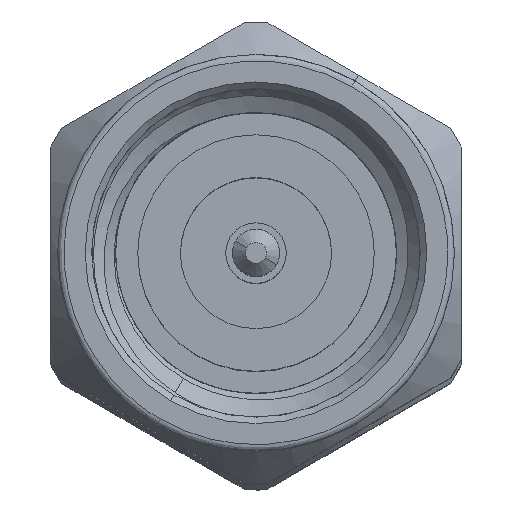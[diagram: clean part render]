
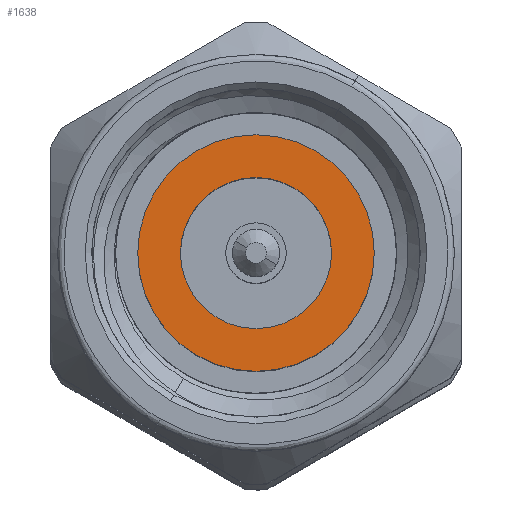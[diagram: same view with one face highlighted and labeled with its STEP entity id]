
A CAD part, top view. The second image highlights one B-rep face of the part: STEP entity #1638.
In plain terms, the highlighted face is planar.
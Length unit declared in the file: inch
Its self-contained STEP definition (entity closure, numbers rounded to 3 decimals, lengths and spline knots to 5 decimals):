
#54 = EDGE_CURVE ( 'NONE', #269, #4163, #3248, .T. ) ;
#103 = DIRECTION ( 'NONE',  ( 0., 0.866, 0.5 ) ) ;
#269 = VERTEX_POINT ( 'NONE', #2903 ) ;
#393 = ORIENTED_EDGE ( 'NONE', *, *, #3158, .T. ) ;
#620 = CARTESIAN_POINT ( 'NONE',  ( 0.115, -0.04978, -0.02874 ) ) ;
#727 = PLANE ( 'NONE',  #1995 ) ;
#907 = DIRECTION ( 'NONE',  ( 1., 0., 0. ) ) ;
#1115 = DIRECTION ( 'NONE',  ( -1., 0., 0. ) ) ;
#1239 = CARTESIAN_POINT ( 'NONE',  ( 0.115, 0., 0. ) ) ;
#1370 = EDGE_CURVE ( 'NONE', #1850, #2510, #1500, .T. ) ;
#1399 = CARTESIAN_POINT ( 'NONE',  ( 0.115, 0., 0. ) ) ;
#1472 = CIRCLE ( 'NONE', #2038, 0.09 ) ;
#1500 = CIRCLE ( 'NONE', #4186, 0.09 ) ;
#1512 = CARTESIAN_POINT ( 'NONE',  ( 0.115, -0.07794, -0.045 ) ) ;
#1538 = DIRECTION ( 'NONE',  ( 0., 0.866, 0.5 ) ) ;
#1582 = DIRECTION ( 'NONE',  ( 1., 0., 0. ) ) ;
#1626 = CARTESIAN_POINT ( 'NONE',  ( 0.115, 0., 0. ) ) ;
#1638 = ADVANCED_FACE ( 'NONE', ( #3100, #2118 ), #727, .T. ) ;
#1717 = EDGE_LOOP ( 'NONE', ( #2419, #2596 ) ) ;
#1826 = EDGE_CURVE ( 'NONE', #2510, #1850, #1472, .T. ) ;
#1850 = VERTEX_POINT ( 'NONE', #3072 ) ;
#1883 = CIRCLE ( 'NONE', #3045, 0.05748 ) ;
#1914 = EDGE_LOOP ( 'NONE', ( #3538, #393 ) ) ;
#1995 = AXIS2_PLACEMENT_3D ( 'NONE', #4217, #1115, #2863 ) ;
#2038 = AXIS2_PLACEMENT_3D ( 'NONE', #1626, #1582, #3020 ) ;
#2118 = FACE_OUTER_BOUND ( 'NONE', #1717, .T. ) ;
#2367 = AXIS2_PLACEMENT_3D ( 'NONE', #1399, #3202, #103 ) ;
#2419 = ORIENTED_EDGE ( 'NONE', *, *, #1370, .F. ) ;
#2510 = VERTEX_POINT ( 'NONE', #1512 ) ;
#2596 = ORIENTED_EDGE ( 'NONE', *, *, #1826, .F. ) ;
#2623 = DIRECTION ( 'NONE',  ( 1., 0., 0. ) ) ;
#2863 = DIRECTION ( 'NONE',  ( 0., 1., 0. ) ) ;
#2903 = CARTESIAN_POINT ( 'NONE',  ( 0.115, 0.04978, 0.02874 ) ) ;
#2913 = CARTESIAN_POINT ( 'NONE',  ( 0.115, 0., 0. ) ) ;
#3020 = DIRECTION ( 'NONE',  ( 0., 0.866, 0.5 ) ) ;
#3045 = AXIS2_PLACEMENT_3D ( 'NONE', #1239, #2623, #1538 ) ;
#3072 = CARTESIAN_POINT ( 'NONE',  ( 0.115, 0.07794, 0.045 ) ) ;
#3100 = FACE_BOUND ( 'NONE', #1914, .T. ) ;
#3158 = EDGE_CURVE ( 'NONE', #4163, #269, #1883, .T. ) ;
#3202 = DIRECTION ( 'NONE',  ( 1., 0., 0. ) ) ;
#3248 = CIRCLE ( 'NONE', #2367, 0.05748 ) ;
#3371 = DIRECTION ( 'NONE',  ( 0., 0.866, 0.5 ) ) ;
#3538 = ORIENTED_EDGE ( 'NONE', *, *, #54, .T. ) ;
#4163 = VERTEX_POINT ( 'NONE', #620 ) ;
#4186 = AXIS2_PLACEMENT_3D ( 'NONE', #2913, #907, #3371 ) ;
#4217 = CARTESIAN_POINT ( 'NONE',  ( 0.115, 0., 0. ) ) ;
